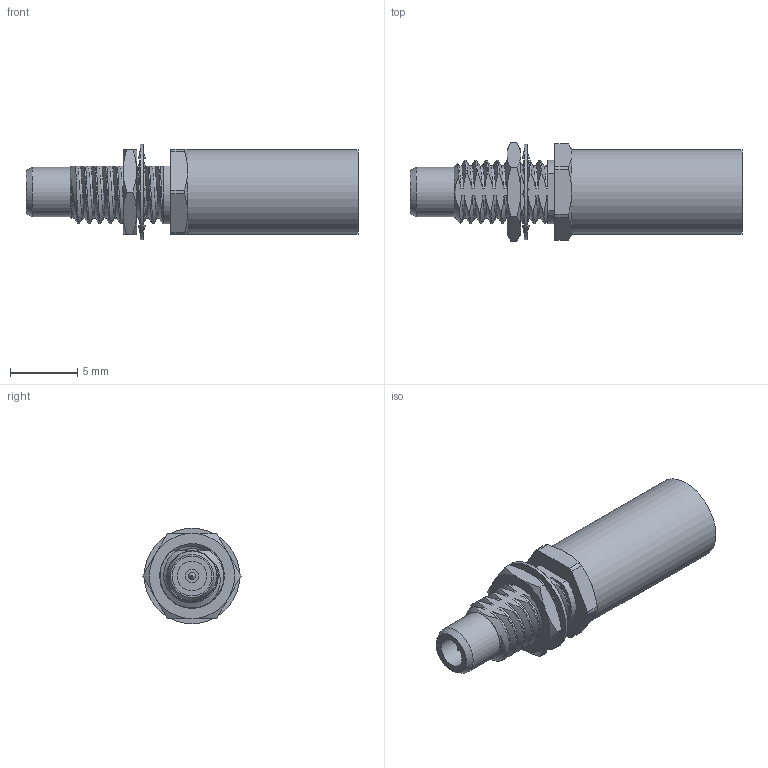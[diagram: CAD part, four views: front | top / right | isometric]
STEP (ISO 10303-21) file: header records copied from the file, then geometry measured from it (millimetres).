
FILE_DESCRIPTION (( 'STEP AP203' ), '1' );
FILE_NAME ('PE44047_3D.step', '2021-07-27T15:14:10', ( '' ), ( '' ), 'SwSTEP 2.0', 'SolidWorks 2021', '' );
FILE_SCHEMA (( 'CONFIG_CONTROL_DESIGN' ));
Length unit declared in the file: inch
Products named in the file (1): PE44047_3D
Bounding box: 24.77 x 7.33 x 7.11 mm (x, y, z)
Volume: 333.2 mm3; surface area: 1084.5 mm2
Topology: 4 solids, 4 shells, 178 faces, 446 edges, 284 vertices
Faces by surface type: bspline 63, cylinder 51, plane 39, cone 25
Full cylindrical faces by diameter (mm): 0.566 x1, 0.966 x1, 2.202 x1, 2.975 x1, 3.204 x1, 3.698 x1, 4.235 x1, 4.449 x1, 5.544 x1, 6.33 x1, 7.112 x1
Entity records: 19794 total; most frequent: CARTESIAN_POINT 16116, ORIENTED_EDGE 856, DIRECTION 565, EDGE_CURVE 428, VERTEX_POINT 282, AXIS2_PLACEMENT_3D 228, EDGE_LOOP 208, FACE_OUTER_BOUND 189
